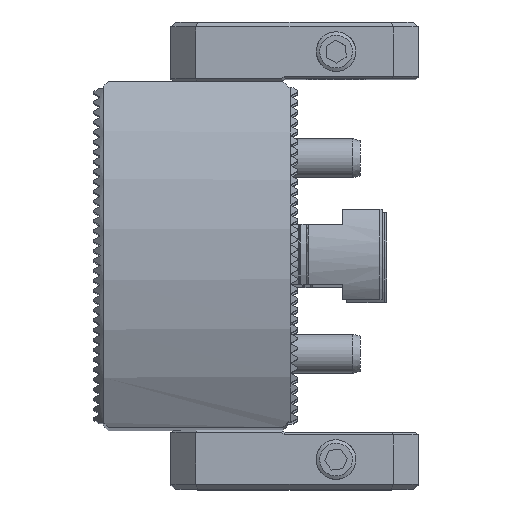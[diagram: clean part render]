
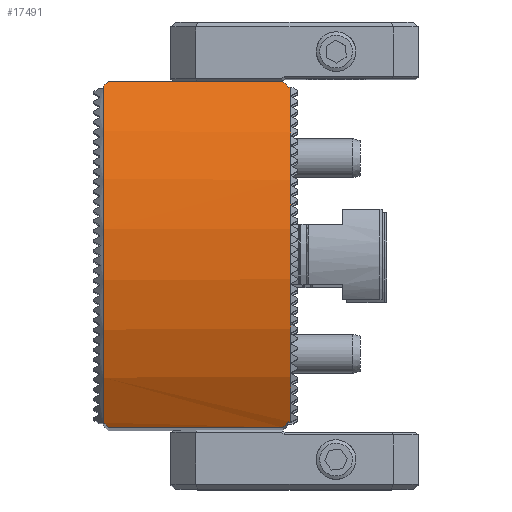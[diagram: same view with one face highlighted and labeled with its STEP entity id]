
A CAD part, top view. The second image highlights one B-rep face of the part: STEP entity #17491.
In plain terms, the highlighted cylindrical face has radius 65 mm (diameter 130 mm), a partial arc.
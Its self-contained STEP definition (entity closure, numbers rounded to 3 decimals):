
#401 = VERTEX_POINT ( 'NONE', #23609 ) ;
#2739 = CARTESIAN_POINT ( 'NONE',  ( -17.6, 35., 179.772 ) ) ;
#3706 = ORIENTED_EDGE ( 'NONE', *, *, #6970, .T. ) ;
#3772 = CARTESIAN_POINT ( 'NONE',  ( 18.8, -33.8, 180.521 ) ) ;
#3993 = VECTOR ( 'NONE', #10089, 1000. ) ;
#4105 = EDGE_CURVE ( 'NONE', #37925, #28952, #6138, .T. ) ;
#4265 = AXIS2_PLACEMENT_3D ( 'NONE', #7812, #8088, #7949 ) ;
#4456 = CARTESIAN_POINT ( 'NONE',  ( -17.925, 34.675, 179.98 ) ) ;
#4563 = ORIENTED_EDGE ( 'NONE', *, *, #16667, .T. ) ;
#4691 = ORIENTED_EDGE ( 'NONE', *, *, #18206, .T. ) ;
#5011 = LINE ( 'NONE', #25397, #3993 ) ;
#5211 = CARTESIAN_POINT ( 'NONE',  ( -18.58, -34.02, 180.386 ) ) ;
#6138 =( BOUNDED_CURVE ( )  B_SPLINE_CURVE ( 3, ( #37630, #4456, #27852, #31108 ),
 .UNSPECIFIED., .F., .T. ) 
 B_SPLINE_CURVE_WITH_KNOTS ( ( 4, 4 ),
 ( 4.144, 4.162 ),
 .UNSPECIFIED. ) 
 CURVE ( )  GEOMETRIC_REPRESENTATION_ITEM ( )  RATIONAL_B_SPLINE_CURVE ( ( 1., 1., 1., 1. ) ) 
 REPRESENTATION_ITEM ( '' )  );
#6152 = CARTESIAN_POINT ( 'NONE',  ( -17.6, -35., 179.772 ) ) ;
#6402 = EDGE_CURVE ( 'NONE', #42798, #401, #7462, .T. ) ;
#6970 = EDGE_CURVE ( 'NONE', #26530, #21697, #40612, .T. ) ;
#7086 = EDGE_LOOP ( 'NONE', ( #41561, #39002, #33160, #36678, #3706, #32177, #4563, #21583, #27967, #4691 ) ) ;
#7462 =( BOUNDED_CURVE ( )  B_SPLINE_CURVE ( 3, ( #42912, #36393, #15163, #41624 ),
 .UNSPECIFIED., .F., .F. ) 
 B_SPLINE_CURVE_WITH_KNOTS ( ( 4, 4 ),
 ( 1.002, 1.024 ),
 .UNSPECIFIED. ) 
 CURVE ( )  GEOMETRIC_REPRESENTATION_ITEM ( )  RATIONAL_B_SPLINE_CURVE ( ( 1., 1., 1., 1. ) ) 
 REPRESENTATION_ITEM ( '' )  );
#7812 = CARTESIAN_POINT ( 'NONE',  ( 19.2, 0., 125. ) ) ;
#7949 = DIRECTION ( 'NONE',  ( 0., 0., -1. ) ) ;
#8088 = DIRECTION ( 'NONE',  ( -1., 0., 0. ) ) ;
#8316 = EDGE_CURVE ( 'NONE', #401, #14401, #5011, .T. ) ;
#8697 = CARTESIAN_POINT ( 'NONE',  ( -17.925, -34.675, 179.98 ) ) ;
#9244 = CARTESIAN_POINT ( 'NONE',  ( 17.6, 35., 179.772 ) ) ;
#9766 = CARTESIAN_POINT ( 'NONE',  ( 20.8, -35., 179.772 ) ) ;
#10089 = DIRECTION ( 'NONE',  ( 1., 0., 0. ) ) ;
#10165 = DIRECTION ( 'NONE',  ( -1., 0., 0. ) ) ;
#11518 = AXIS2_PLACEMENT_3D ( 'NONE', #33572, #10165, #33723 ) ;
#11613 = VECTOR ( 'NONE', #40759, 1000. ) ;
#12577 = CARTESIAN_POINT ( 'NONE',  ( 17.6, -35., 179.772 ) ) ;
#14401 = VERTEX_POINT ( 'NONE', #20849 ) ;
#15163 = CARTESIAN_POINT ( 'NONE',  ( 18.397, 34.203, 180.276 ) ) ;
#16667 = EDGE_CURVE ( 'NONE', #28840, #14401, #40905, .T. ) ;
#17491 = ADVANCED_FACE ( 'NONE', ( #38207 ), #20536, .T. ) ;
#18206 = EDGE_CURVE ( 'NONE', #42798, #37925, #40779, .T. ) ;
#18325 = EDGE_CURVE ( 'NONE', #25545, #24868, #28748, .T. ) ;
#18434 = CARTESIAN_POINT ( 'NONE',  ( 17.997, -34.603, 180.026 ) ) ;
#18533 = CARTESIAN_POINT ( 'NONE',  ( -18.58, 34.02, 180.386 ) ) ;
#20536 = CYLINDRICAL_SURFACE ( 'NONE', #11518, 65. ) ;
#20849 = CARTESIAN_POINT ( 'NONE',  ( 19.2, 33.8, 180.521 ) ) ;
#21483 = CIRCLE ( 'NONE', #38536, 65. ) ;
#21583 = ORIENTED_EDGE ( 'NONE', *, *, #8316, .F. ) ;
#21697 = VERTEX_POINT ( 'NONE', #3772 ) ;
#22501 = CARTESIAN_POINT ( 'NONE',  ( -18.58, -34.02, 180.386 ) ) ;
#23525 = CARTESIAN_POINT ( 'NONE',  ( 20.8, -33.8, 180.521 ) ) ;
#23609 = CARTESIAN_POINT ( 'NONE',  ( 18.8, 33.8, 180.521 ) ) ;
#24304 = EDGE_CURVE ( 'NONE', #28952, #24868, #21483, .T. ) ;
#24868 = VERTEX_POINT ( 'NONE', #22501 ) ;
#25397 = CARTESIAN_POINT ( 'NONE',  ( 20.8, 33.8, 180.521 ) ) ;
#25460 = CARTESIAN_POINT ( 'NONE',  ( -17.6, -35., 179.772 ) ) ;
#25545 = VERTEX_POINT ( 'NONE', #6152 ) ;
#26530 = VERTEX_POINT ( 'NONE', #12577 ) ;
#27852 = CARTESIAN_POINT ( 'NONE',  ( -18.252, 34.348, 180.185 ) ) ;
#27967 = ORIENTED_EDGE ( 'NONE', *, *, #6402, .F. ) ;
#28218 = CARTESIAN_POINT ( 'NONE',  ( -18.58, 0., 125. ) ) ;
#28337 = CARTESIAN_POINT ( 'NONE',  ( -18.252, -34.348, 180.185 ) ) ;
#28600 = CARTESIAN_POINT ( 'NONE',  ( 17.6, -35., 179.772 ) ) ;
#28706 = LINE ( 'NONE', #23525, #40169 ) ;
#28748 =( BOUNDED_CURVE ( )  B_SPLINE_CURVE ( 3, ( #25460, #8697, #28337, #5211 ),
 .UNSPECIFIED., .F., .F. ) 
 B_SPLINE_CURVE_WITH_KNOTS ( ( 4, 4 ),
 ( 4.144, 4.162 ),
 .UNSPECIFIED. ) 
 CURVE ( )  GEOMETRIC_REPRESENTATION_ITEM ( )  RATIONAL_B_SPLINE_CURVE ( ( 1., 1., 1., 1. ) ) 
 REPRESENTATION_ITEM ( '' )  );
#28840 = VERTEX_POINT ( 'NONE', #37724 ) ;
#28952 = VERTEX_POINT ( 'NONE', #18533 ) ;
#29054 = EDGE_CURVE ( 'NONE', #26530, #25545, #29450, .T. ) ;
#29450 = LINE ( 'NONE', #9766, #33053 ) ;
#31108 = CARTESIAN_POINT ( 'NONE',  ( -18.58, 34.02, 180.386 ) ) ;
#31617 = DIRECTION ( 'NONE',  ( 1., 0., 0. ) ) ;
#32177 = ORIENTED_EDGE ( 'NONE', *, *, #41216, .T. ) ;
#33053 = VECTOR ( 'NONE', #42786, 1000. ) ;
#33160 = ORIENTED_EDGE ( 'NONE', *, *, #18325, .F. ) ;
#33572 = CARTESIAN_POINT ( 'NONE',  ( 20.8, 0., 125. ) ) ;
#33723 = DIRECTION ( 'NONE',  ( 0., 0., 1. ) ) ;
#34916 = DIRECTION ( 'NONE',  ( 0., 0., -1. ) ) ;
#36393 = CARTESIAN_POINT ( 'NONE',  ( 17.997, 34.603, 180.026 ) ) ;
#36678 = ORIENTED_EDGE ( 'NONE', *, *, #29054, .F. ) ;
#37036 = DIRECTION ( 'NONE',  ( 1., 0., 0. ) ) ;
#37630 = CARTESIAN_POINT ( 'NONE',  ( -17.6, 35., 179.772 ) ) ;
#37724 = CARTESIAN_POINT ( 'NONE',  ( 19.2, -33.8, 180.521 ) ) ;
#37911 = CARTESIAN_POINT ( 'NONE',  ( 18.397, -34.203, 180.276 ) ) ;
#37925 = VERTEX_POINT ( 'NONE', #2739 ) ;
#38095 = CARTESIAN_POINT ( 'NONE',  ( 20.8, 35., 179.772 ) ) ;
#38207 = FACE_OUTER_BOUND ( 'NONE', #7086, .T. ) ;
#38536 = AXIS2_PLACEMENT_3D ( 'NONE', #28218, #31617, #34916 ) ;
#39002 = ORIENTED_EDGE ( 'NONE', *, *, #24304, .T. ) ;
#40169 = VECTOR ( 'NONE', #37036, 1000. ) ;
#40612 =( BOUNDED_CURVE ( )  B_SPLINE_CURVE ( 3, ( #28600, #18434, #37911, #41691 ),
 .UNSPECIFIED., .F., .F. ) 
 B_SPLINE_CURVE_WITH_KNOTS ( ( 4, 4 ),
 ( 1.002, 1.024 ),
 .UNSPECIFIED. ) 
 CURVE ( )  GEOMETRIC_REPRESENTATION_ITEM ( )  RATIONAL_B_SPLINE_CURVE ( ( 1., 1., 1., 1. ) ) 
 REPRESENTATION_ITEM ( '' )  );
#40759 = DIRECTION ( 'NONE',  ( -1., 0., 0. ) ) ;
#40779 = LINE ( 'NONE', #38095, #11613 ) ;
#40905 = CIRCLE ( 'NONE', #4265, 65. ) ;
#41216 = EDGE_CURVE ( 'NONE', #21697, #28840, #28706, .T. ) ;
#41561 = ORIENTED_EDGE ( 'NONE', *, *, #4105, .T. ) ;
#41624 = CARTESIAN_POINT ( 'NONE',  ( 18.8, 33.8, 180.521 ) ) ;
#41691 = CARTESIAN_POINT ( 'NONE',  ( 18.8, -33.8, 180.521 ) ) ;
#42786 = DIRECTION ( 'NONE',  ( -1., 0., 0. ) ) ;
#42798 = VERTEX_POINT ( 'NONE', #9244 ) ;
#42912 = CARTESIAN_POINT ( 'NONE',  ( 17.6, 35., 179.772 ) ) ;
